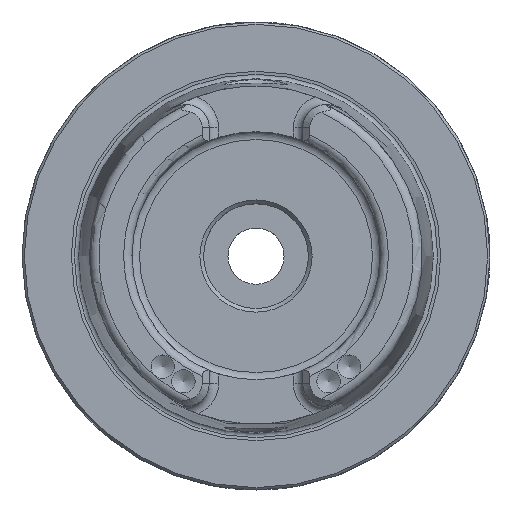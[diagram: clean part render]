
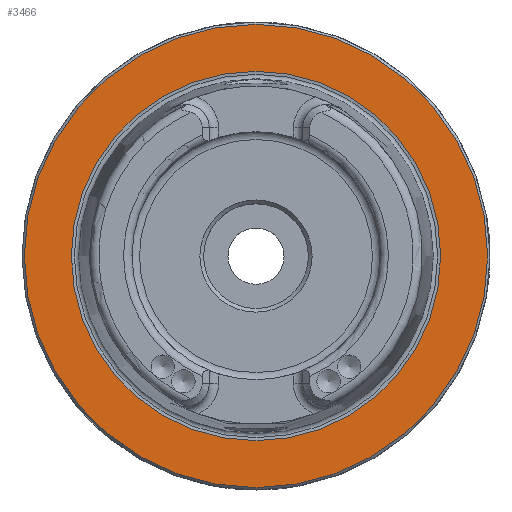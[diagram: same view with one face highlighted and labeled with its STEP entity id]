
A CAD part, top view. The second image highlights one B-rep face of the part: STEP entity #3466.
In plain terms, the highlighted planar face has unit normal (0, 0, 1).
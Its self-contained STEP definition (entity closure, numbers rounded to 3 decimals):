
#277=PLANE('',#3744);
#729=ORIENTED_EDGE('',*,*,#1158,.T.);
#730=ORIENTED_EDGE('',*,*,#1157,.F.);
#1157=EDGE_CURVE('',#1426,#1426,#1621,.T.);
#1158=EDGE_CURVE('',#1427,#1427,#1622,.T.);
#1426=VERTEX_POINT('',#5254);
#1427=VERTEX_POINT('',#5257);
#1621=CIRCLE('',#3743,39.461);
#1622=CIRCLE('',#3745,49.5);
#1854=EDGE_LOOP('',(#729));
#1855=EDGE_LOOP('',(#730));
#2110=FACE_BOUND('',#1854,.T.);
#2111=FACE_BOUND('',#1855,.T.);
#3466=ADVANCED_FACE('',(#2110,#2111),#277,.T.);
#3743=AXIS2_PLACEMENT_3D('',#5253,#4313,#4314);
#3744=AXIS2_PLACEMENT_3D('',#5255,#4315,#4316);
#3745=AXIS2_PLACEMENT_3D('',#5256,#4317,#4318);
#4313=DIRECTION('',(0.,0.,1.));
#4314=DIRECTION('',(1.,0.,0.));
#4315=DIRECTION('',(0.,0.,1.));
#4316=DIRECTION('',(1.,0.,0.));
#4317=DIRECTION('',(0.,0.,1.));
#4318=DIRECTION('',(1.,0.,0.));
#5253=CARTESIAN_POINT('',(0.,0.,0.));
#5254=CARTESIAN_POINT('',(39.461,0.,0.));
#5255=CARTESIAN_POINT('',(49.5,0.,0.));
#5256=CARTESIAN_POINT('',(0.,0.,0.));
#5257=CARTESIAN_POINT('',(49.5,0.,0.));
